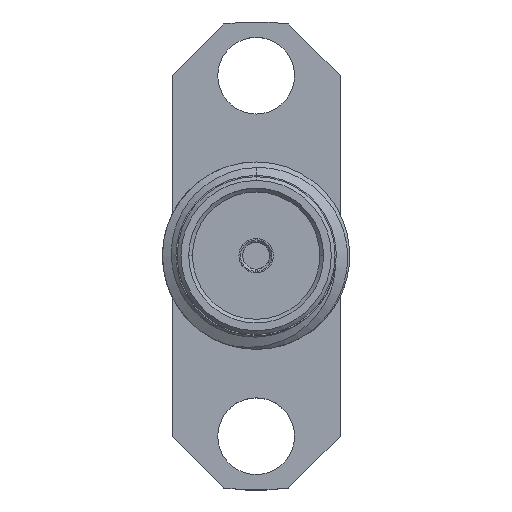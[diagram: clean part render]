
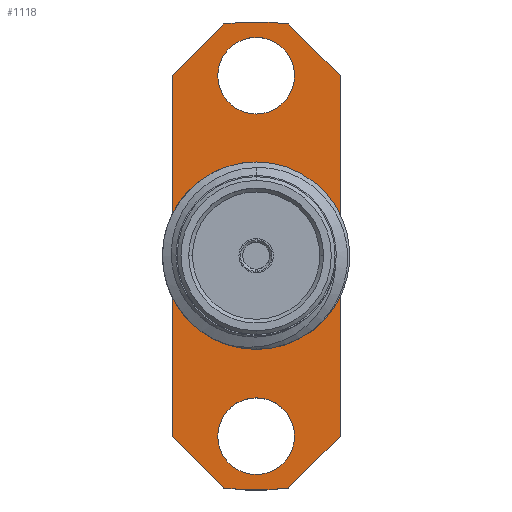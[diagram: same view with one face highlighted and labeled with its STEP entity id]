
A CAD part, top view. The second image highlights one B-rep face of the part: STEP entity #1118.
In plain terms, the highlighted planar face has unit normal (0, 0, 1).
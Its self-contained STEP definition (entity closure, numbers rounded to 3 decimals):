
#13 = CIRCLE ( 'NONE', #4577, 1.3 ) ;
#35 = DIRECTION ( 'NONE',  ( -0.707, -0.707, 0. ) ) ;
#37 = CARTESIAN_POINT ( 'NONE',  ( 2.85, -7.411, 0. ) ) ;
#38 = CARTESIAN_POINT ( 'NONE',  ( 0., 6.11, 0. ) ) ;
#70 = DIRECTION ( 'NONE',  ( 1., 0., 0. ) ) ;
#79 = DIRECTION ( 'NONE',  ( 1., 0., 0. ) ) ;
#166 = CARTESIAN_POINT ( 'NONE',  ( -1.3, -6.11, 0. ) ) ;
#191 = EDGE_CURVE ( 'NONE', #2710, #3284, #2129, .T. ) ;
#265 = VERTEX_POINT ( 'NONE', #4284 ) ;
#280 = ORIENTED_EDGE ( 'NONE', *, *, #1430, .F. ) ;
#289 = ORIENTED_EDGE ( 'NONE', *, *, #4428, .F. ) ;
#295 = DIRECTION ( 'NONE',  ( 0., 0., 1. ) ) ;
#307 = DIRECTION ( 'NONE',  ( 1., 0., 0. ) ) ;
#314 = CARTESIAN_POINT ( 'NONE',  ( -1.096, -7.864, 0. ) ) ;
#319 = ORIENTED_EDGE ( 'NONE', *, *, #2649, .F. ) ;
#349 = EDGE_CURVE ( 'NONE', #754, #2985, #1762, .T. ) ;
#376 = VERTEX_POINT ( 'NONE', #166 ) ;
#378 = CIRCLE ( 'NONE', #1601, 7.94 ) ;
#417 = FACE_BOUND ( 'NONE', #2592, .T. ) ;
#428 = VECTOR ( 'NONE', #3040, 1000. ) ;
#444 = VECTOR ( 'NONE', #35, 1000. ) ;
#467 = ORIENTED_EDGE ( 'NONE', *, *, #3641, .F. ) ;
#484 = EDGE_LOOP ( 'NONE', ( #3853, #467 ) ) ;
#544 = AXIS2_PLACEMENT_3D ( 'NONE', #3695, #3742, #307 ) ;
#577 = CIRCLE ( 'NONE', #3345, 7.94 ) ;
#617 = CARTESIAN_POINT ( 'NONE',  ( 2.85, -6.11, 0. ) ) ;
#656 = EDGE_CURVE ( 'NONE', #2985, #754, #3738, .T. ) ;
#681 = PLANE ( 'NONE',  #1291 ) ;
#682 = CARTESIAN_POINT ( 'NONE',  ( -1.096, 7.864, 0. ) ) ;
#719 = ORIENTED_EDGE ( 'NONE', *, *, #2432, .T. ) ;
#754 = VERTEX_POINT ( 'NONE', #906 ) ;
#833 = VERTEX_POINT ( 'NONE', #1532 ) ;
#837 = CARTESIAN_POINT ( 'NONE',  ( 0., 0., 0. ) ) ;
#875 = CARTESIAN_POINT ( 'NONE',  ( 2.85, -6.11, 0. ) ) ;
#877 = DIRECTION ( 'NONE',  ( 1., 0., 0. ) ) ;
#906 = CARTESIAN_POINT ( 'NONE',  ( -1.3, 6.11, 0. ) ) ;
#1048 = CARTESIAN_POINT ( 'NONE',  ( 0., 0., 0. ) ) ;
#1058 = ORIENTED_EDGE ( 'NONE', *, *, #191, .F. ) ;
#1104 = VECTOR ( 'NONE', #3802, 1000. ) ;
#1118 = ADVANCED_FACE ( 'NONE', ( #1204, #2039, #1543, #417 ), #681, .T. ) ;
#1202 = CARTESIAN_POINT ( 'NONE',  ( -2.825, 0., 0. ) ) ;
#1204 = FACE_BOUND ( 'NONE', #484, .T. ) ;
#1247 = CARTESIAN_POINT ( 'NONE',  ( 0., -6.11, 0. ) ) ;
#1249 = CARTESIAN_POINT ( 'NONE',  ( 1.3, 6.11, 0. ) ) ;
#1291 = AXIS2_PLACEMENT_3D ( 'NONE', #1048, #1431, #4107 ) ;
#1307 = ORIENTED_EDGE ( 'NONE', *, *, #3735, .T. ) ;
#1308 = VERTEX_POINT ( 'NONE', #314 ) ;
#1341 = EDGE_CURVE ( 'NONE', #2409, #3157, #1877, .T. ) ;
#1402 = CARTESIAN_POINT ( 'NONE',  ( 0., 0., 0. ) ) ;
#1430 = EDGE_CURVE ( 'NONE', #376, #833, #4499, .T. ) ;
#1431 = DIRECTION ( 'NONE',  ( 0., 0., 1. ) ) ;
#1471 = VERTEX_POINT ( 'NONE', #875 ) ;
#1480 = CARTESIAN_POINT ( 'NONE',  ( 1.096, 7.864, 0. ) ) ;
#1504 = CARTESIAN_POINT ( 'NONE',  ( 2.85, 6.11, 0. ) ) ;
#1532 = CARTESIAN_POINT ( 'NONE',  ( 1.3, -6.11, 0. ) ) ;
#1542 = CARTESIAN_POINT ( 'NONE',  ( 0., 0., 0. ) ) ;
#1543 = FACE_BOUND ( 'NONE', #4900, .T. ) ;
#1587 = DIRECTION ( 'NONE',  ( 0., 1., 0. ) ) ;
#1598 = DIRECTION ( 'NONE',  ( 1., 0., 0. ) ) ;
#1599 = CARTESIAN_POINT ( 'NONE',  ( 1.096, -7.864, 0. ) ) ;
#1601 = AXIS2_PLACEMENT_3D ( 'NONE', #837, #3933, #79 ) ;
#1678 = DIRECTION ( 'NONE',  ( 1., 0., 0. ) ) ;
#1750 = DIRECTION ( 'NONE',  ( -0.707, 0.707, 0. ) ) ;
#1762 = CIRCLE ( 'NONE', #3144, 1.3 ) ;
#1877 = CIRCLE ( 'NONE', #3871, 2.825 ) ;
#2039 = FACE_OUTER_BOUND ( 'NONE', #3958, .T. ) ;
#2053 = EDGE_CURVE ( 'NONE', #2710, #4168, #378, .T. ) ;
#2129 = LINE ( 'NONE', #3397, #1104 ) ;
#2221 = VECTOR ( 'NONE', #1750, 1000. ) ;
#2230 = VERTEX_POINT ( 'NONE', #2832 ) ;
#2409 = VERTEX_POINT ( 'NONE', #1202 ) ;
#2429 = DIRECTION ( 'NONE',  ( 0., 0., 1. ) ) ;
#2432 = EDGE_CURVE ( 'NONE', #1471, #3284, #3769, .T. ) ;
#2592 = EDGE_LOOP ( 'NONE', ( #3691, #3657 ) ) ;
#2649 = EDGE_CURVE ( 'NONE', #1308, #2230, #4758, .T. ) ;
#2703 = DIRECTION ( 'NONE',  ( 0., 0., 1. ) ) ;
#2710 = VERTEX_POINT ( 'NONE', #1480 ) ;
#2715 = DIRECTION ( 'NONE',  ( 1., 0., 0. ) ) ;
#2754 = CARTESIAN_POINT ( 'NONE',  ( 0., -6.11, 0. ) ) ;
#2819 = LINE ( 'NONE', #617, #3063 ) ;
#2820 = CARTESIAN_POINT ( 'NONE',  ( 0., 6.11, 0. ) ) ;
#2832 = CARTESIAN_POINT ( 'NONE',  ( -2.85, -6.11, 0. ) ) ;
#2903 = CARTESIAN_POINT ( 'NONE',  ( 2.825, 0., 0. ) ) ;
#2985 = VERTEX_POINT ( 'NONE', #1249 ) ;
#3019 = AXIS2_PLACEMENT_3D ( 'NONE', #1247, #3905, #70 ) ;
#3040 = DIRECTION ( 'NONE',  ( 0., -1., 0. ) ) ;
#3049 = ORIENTED_EDGE ( 'NONE', *, *, #3200, .T. ) ;
#3063 = VECTOR ( 'NONE', #3278, 1000. ) ;
#3144 = AXIS2_PLACEMENT_3D ( 'NONE', #38, #3863, #2715 ) ;
#3151 = DIRECTION ( 'NONE',  ( 0., 0., 1. ) ) ;
#3157 = VERTEX_POINT ( 'NONE', #2903 ) ;
#3200 = EDGE_CURVE ( 'NONE', #4448, #1471, #2819, .T. ) ;
#3278 = DIRECTION ( 'NONE',  ( 0.707, 0.707, 0. ) ) ;
#3284 = VERTEX_POINT ( 'NONE', #1504 ) ;
#3326 = EDGE_CURVE ( 'NONE', #265, #2230, #4587, .T. ) ;
#3345 = AXIS2_PLACEMENT_3D ( 'NONE', #1402, #295, #4830 ) ;
#3397 = CARTESIAN_POINT ( 'NONE',  ( 2.85, 6.11, 0. ) ) ;
#3604 = EDGE_CURVE ( 'NONE', #1308, #4448, #577, .T. ) ;
#3641 = EDGE_CURVE ( 'NONE', #3157, #2409, #3965, .T. ) ;
#3657 = ORIENTED_EDGE ( 'NONE', *, *, #349, .F. ) ;
#3691 = ORIENTED_EDGE ( 'NONE', *, *, #656, .F. ) ;
#3695 = CARTESIAN_POINT ( 'NONE',  ( 0., 0., 0. ) ) ;
#3735 = EDGE_CURVE ( 'NONE', #4168, #265, #4875, .T. ) ;
#3738 = CIRCLE ( 'NONE', #4494, 1.3 ) ;
#3742 = DIRECTION ( 'NONE',  ( 0., 0., 1. ) ) ;
#3769 = LINE ( 'NONE', #37, #4763 ) ;
#3777 = CARTESIAN_POINT ( 'NONE',  ( -2.85, -7.411, 0. ) ) ;
#3802 = DIRECTION ( 'NONE',  ( 0.707, -0.707, 0. ) ) ;
#3853 = ORIENTED_EDGE ( 'NONE', *, *, #1341, .F. ) ;
#3863 = DIRECTION ( 'NONE',  ( 0., 0., 1. ) ) ;
#3867 = ORIENTED_EDGE ( 'NONE', *, *, #3604, .T. ) ;
#3868 = ORIENTED_EDGE ( 'NONE', *, *, #3326, .T. ) ;
#3871 = AXIS2_PLACEMENT_3D ( 'NONE', #1542, #2703, #1598 ) ;
#3893 = CARTESIAN_POINT ( 'NONE',  ( -2.85, 6.11, 0. ) ) ;
#3905 = DIRECTION ( 'NONE',  ( 0., 0., 1. ) ) ;
#3933 = DIRECTION ( 'NONE',  ( 0., 0., 1. ) ) ;
#3958 = EDGE_LOOP ( 'NONE', ( #3049, #719, #1058, #4433, #1307, #3868, #319, #3867 ) ) ;
#3965 = CIRCLE ( 'NONE', #544, 2.825 ) ;
#4107 = DIRECTION ( 'NONE',  ( 1., 0., 0. ) ) ;
#4168 = VERTEX_POINT ( 'NONE', #682 ) ;
#4284 = CARTESIAN_POINT ( 'NONE',  ( -2.85, 6.11, 0. ) ) ;
#4417 = CARTESIAN_POINT ( 'NONE',  ( -2.85, -6.11, 0. ) ) ;
#4428 = EDGE_CURVE ( 'NONE', #833, #376, #13, .T. ) ;
#4433 = ORIENTED_EDGE ( 'NONE', *, *, #2053, .T. ) ;
#4448 = VERTEX_POINT ( 'NONE', #1599 ) ;
#4494 = AXIS2_PLACEMENT_3D ( 'NONE', #2820, #2429, #1678 ) ;
#4499 = CIRCLE ( 'NONE', #3019, 1.3 ) ;
#4577 = AXIS2_PLACEMENT_3D ( 'NONE', #2754, #3151, #877 ) ;
#4587 = LINE ( 'NONE', #3777, #428 ) ;
#4758 = LINE ( 'NONE', #4417, #2221 ) ;
#4763 = VECTOR ( 'NONE', #1587, 1000. ) ;
#4830 = DIRECTION ( 'NONE',  ( 1., 0., 0. ) ) ;
#4875 = LINE ( 'NONE', #3893, #444 ) ;
#4900 = EDGE_LOOP ( 'NONE', ( #289, #280 ) ) ;
